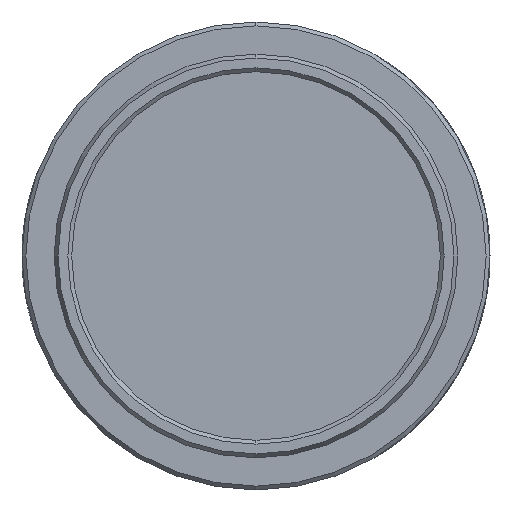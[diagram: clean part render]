
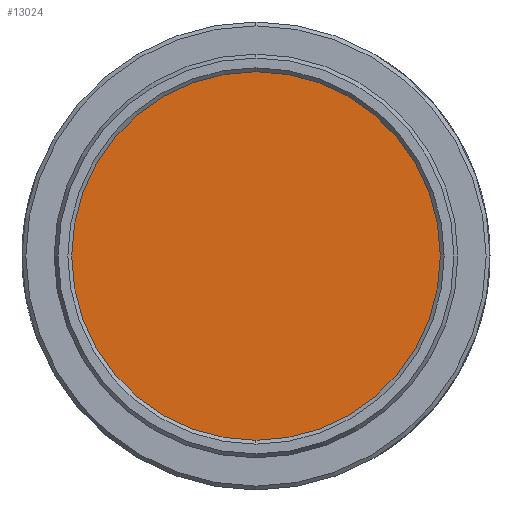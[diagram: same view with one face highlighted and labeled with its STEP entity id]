
A CAD part, left-side view. The second image highlights one B-rep face of the part: STEP entity #13024.
In plain terms, the highlighted planar face has unit normal (-1, 0, 0).
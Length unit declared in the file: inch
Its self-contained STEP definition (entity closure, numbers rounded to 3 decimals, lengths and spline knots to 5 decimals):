
#247 = CIRCLE ( 'NONE', #10062, 0.5 ) ;
#1654 = CARTESIAN_POINT ( 'NONE',  ( -0.175, 0., 0. ) ) ;
#2218 = DIRECTION ( 'NONE',  ( 1., 0., 0. ) ) ;
#2234 = CIRCLE ( 'NONE', #14683, 0.5 ) ;
#2312 = EDGE_LOOP ( 'NONE', ( #6911, #4189 ) ) ;
#2538 = DIRECTION ( 'NONE',  ( 0., 0., -1. ) ) ;
#2801 = DIRECTION ( 'NONE',  ( 0., 0., -1. ) ) ;
#3668 = CARTESIAN_POINT ( 'NONE',  ( -0.175, 0., -0.5 ) ) ;
#3724 = EDGE_CURVE ( 'NONE', #14523, #4470, #247, .T. ) ;
#3980 = EDGE_CURVE ( 'NONE', #4470, #14523, #2234, .T. ) ;
#4189 = ORIENTED_EDGE ( 'NONE', *, *, #3980, .F. ) ;
#4470 = VERTEX_POINT ( 'NONE', #13439 ) ;
#4824 = FACE_OUTER_BOUND ( 'NONE', #2312, .T. ) ;
#6911 = ORIENTED_EDGE ( 'NONE', *, *, #3724, .F. ) ;
#8202 = CARTESIAN_POINT ( 'NONE',  ( -0.175, 0., 0. ) ) ;
#9098 = CARTESIAN_POINT ( 'NONE',  ( -0.175, 0., 0. ) ) ;
#9417 = DIRECTION ( 'NONE',  ( 1., 0., 0. ) ) ;
#9684 = DIRECTION ( 'NONE',  ( 1., 0., 0. ) ) ;
#10062 = AXIS2_PLACEMENT_3D ( 'NONE', #9098, #2218, #10249 ) ;
#10249 = DIRECTION ( 'NONE',  ( 0., 0., -1. ) ) ;
#10512 = PLANE ( 'NONE',  #13813 ) ;
#13024 = ADVANCED_FACE ( 'NONE', ( #4824 ), #10512, .F. ) ;
#13439 = CARTESIAN_POINT ( 'NONE',  ( -0.175, 0., 0.5 ) ) ;
#13813 = AXIS2_PLACEMENT_3D ( 'NONE', #8202, #9417, #2538 ) ;
#14523 = VERTEX_POINT ( 'NONE', #3668 ) ;
#14683 = AXIS2_PLACEMENT_3D ( 'NONE', #1654, #9684, #2801 ) ;
